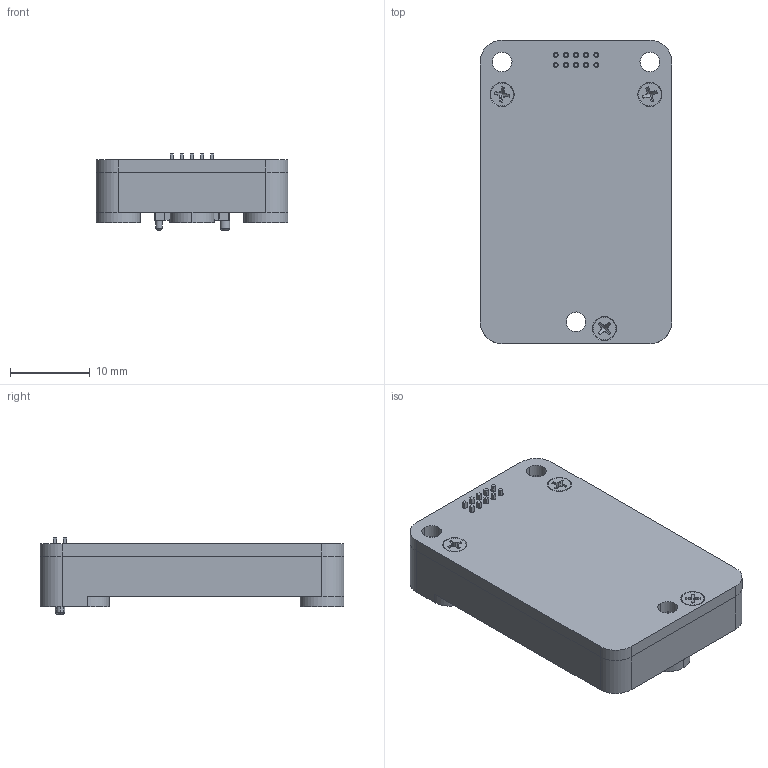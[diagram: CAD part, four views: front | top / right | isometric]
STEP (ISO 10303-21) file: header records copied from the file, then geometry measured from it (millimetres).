
FILE_DESCRIPTION (( 'STEP AP214' ), '1' );
FILE_NAME ('3DM-CV7-AR + M50-3110542.stp', '2023-11-06T20:40:33', ( '' ), ( '' ), 'SwSTEP 2.0', 'SolidWorks 2020', '' );
FILE_SCHEMA (( 'AUTOMOTIVE_DESIGN' ));
Length unit declared in the file: millimetre
Products named in the file (7): 3DM-CV7-AR.stp; CV7_Assembly_Cust_1.stp; M50-311_CONTACT.stp; 3DM-CV7-AR + M50-3110542; ISO-10303-21.step.stp; M50-3110542.stp; M50-31105_MOULD.stp
Assembly tree (15 placements, depth 4):
  3DM-CV7-AR + M50-3110542
    3DM-CV7-AR.stp
      ISO-10303-21.step.stp
        CV7_Assembly_Cust_1.stp
    M50-3110542.stp
      M50-31105_MOULD.stp
      M50-311_CONTACT.stp  x10
Bounding box: 23.98 x 38 x 9.51 mm (x, y, z)
Volume: 3201.4 mm3; surface area: 5756.5 mm2
Topology: 16 solids, 16 shells, 1530 faces, 3816 edges, 2354 vertices
Faces by surface type: plane 963, cylinder 510, cone 45, bspline 6, torus 6
Entity records: 30236 total; most frequent: CARTESIAN_POINT 11690, ORIENTED_EDGE 3912, DIRECTION 3517, EDGE_CURVE 1956, LINE 1323, VECTOR 1323, VERTEX_POINT 1256, AXIS2_PLACEMENT_3D 1097
